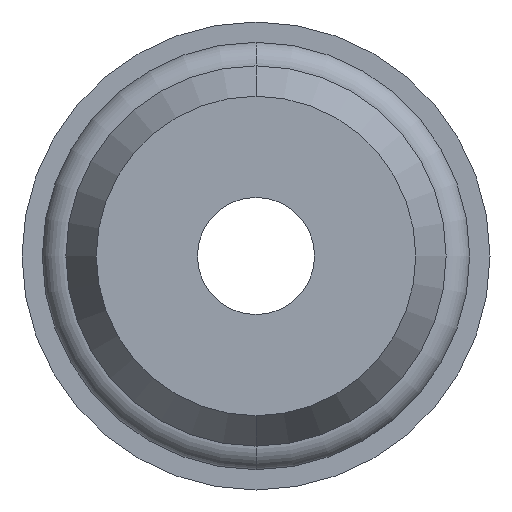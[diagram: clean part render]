
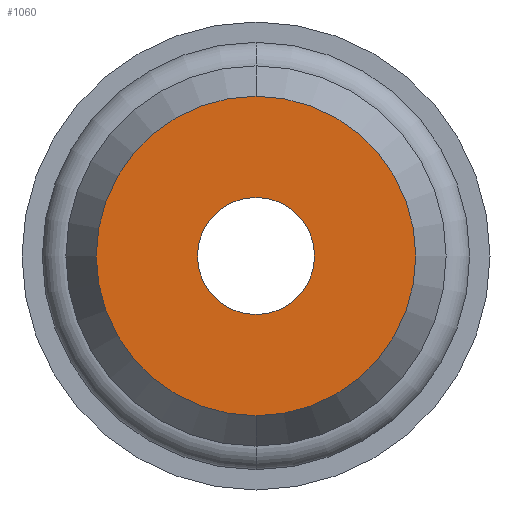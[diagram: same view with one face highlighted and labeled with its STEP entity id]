
A CAD part, front view. The second image highlights one B-rep face of the part: STEP entity #1060.
In plain terms, the highlighted planar face has unit normal (0, -1, 0).
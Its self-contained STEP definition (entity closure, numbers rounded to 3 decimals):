
#224 = CIRCLE ( 'NONE', #259, 5.461 ) ;
#245 = CARTESIAN_POINT ( 'NONE',  ( 0., 0., 0. ) ) ;
#257 = DIRECTION ( 'NONE',  ( 0., 0., -1. ) ) ;
#259 = AXIS2_PLACEMENT_3D ( 'NONE', #245, #260, #257 ) ;
#260 = DIRECTION ( 'NONE',  ( 0., -1., 0. ) ) ;
#391 = DIRECTION ( 'NONE',  ( 0., 0., -1. ) ) ;
#392 = DIRECTION ( 'NONE',  ( 0., -1., 0. ) ) ;
#393 = AXIS2_PLACEMENT_3D ( 'NONE', #402, #392, #391 ) ;
#402 = CARTESIAN_POINT ( 'NONE',  ( 0., 0., 0. ) ) ;
#403 = PLANE ( 'NONE',  #393 ) ;
#404 = FACE_OUTER_BOUND ( 'NONE', #1213, .T. ) ;
#459 = CIRCLE ( 'NONE', #536, 2. ) ;
#532 = FACE_BOUND ( 'NONE', #1044, .T. ) ;
#533 = DIRECTION ( 'NONE',  ( 0., 0., -1. ) ) ;
#534 = DIRECTION ( 'NONE',  ( 0., -1., 0. ) ) ;
#535 = CARTESIAN_POINT ( 'NONE',  ( 0., 0., 0. ) ) ;
#536 = AXIS2_PLACEMENT_3D ( 'NONE', #535, #534, #533 ) ;
#822 = EDGE_CURVE ( 'NONE', #823, #824, #1324, .T. ) ;
#823 = VERTEX_POINT ( 'NONE', #1315 ) ;
#824 = VERTEX_POINT ( 'NONE', #1314 ) ;
#852 = VERTEX_POINT ( 'NONE', #1571 ) ;
#854 = VERTEX_POINT ( 'NONE', #1593 ) ;
#864 = EDGE_CURVE ( 'NONE', #852, #854, #1560, .T. ) ;
#1044 = EDGE_LOOP ( 'NONE', ( #1045, #1054 ) ) ;
#1045 = ORIENTED_EDGE ( 'NONE', *, *, #1053, .F. ) ;
#1053 = EDGE_CURVE ( 'NONE', #854, #852, #459, .T. ) ;
#1054 = ORIENTED_EDGE ( 'NONE', *, *, #864, .F. ) ;
#1060 = ADVANCED_FACE ( 'NONE', ( #532, #404 ), #403, .T. ) ;
#1077 = ORIENTED_EDGE ( 'NONE', *, *, #822, .T. ) ;
#1213 = EDGE_LOOP ( 'NONE', ( #1214, #1077 ) ) ;
#1214 = ORIENTED_EDGE ( 'NONE', *, *, #1215, .T. ) ;
#1215 = EDGE_CURVE ( 'NONE', #824, #823, #224, .T. ) ;
#1314 = CARTESIAN_POINT ( 'NONE',  ( 0., 0., 5.461 ) ) ;
#1315 = CARTESIAN_POINT ( 'NONE',  ( 0., 0., -5.461 ) ) ;
#1316 = DIRECTION ( 'NONE',  ( 0., 0., -1. ) ) ;
#1317 = DIRECTION ( 'NONE',  ( 0., -1., 0. ) ) ;
#1318 = CARTESIAN_POINT ( 'NONE',  ( 0., 0., 0. ) ) ;
#1319 = AXIS2_PLACEMENT_3D ( 'NONE', #1318, #1317, #1316 ) ;
#1324 = CIRCLE ( 'NONE', #1319, 5.461 ) ;
#1556 = DIRECTION ( 'NONE',  ( 0., 0., -1. ) ) ;
#1557 = DIRECTION ( 'NONE',  ( 0., -1., 0. ) ) ;
#1558 = CARTESIAN_POINT ( 'NONE',  ( 0., 0., 0. ) ) ;
#1559 = AXIS2_PLACEMENT_3D ( 'NONE', #1558, #1557, #1556 ) ;
#1560 = CIRCLE ( 'NONE', #1559, 2. ) ;
#1571 = CARTESIAN_POINT ( 'NONE',  ( 0., 0., 2. ) ) ;
#1593 = CARTESIAN_POINT ( 'NONE',  ( 0., 0., -2. ) ) ;
